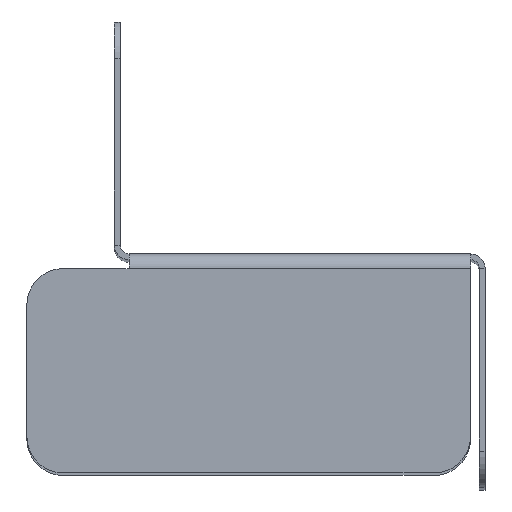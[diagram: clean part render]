
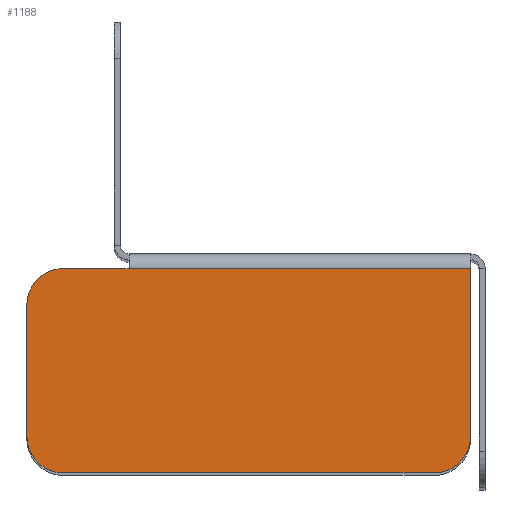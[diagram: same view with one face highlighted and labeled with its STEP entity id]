
A CAD part, top view. The second image highlights one B-rep face of the part: STEP entity #1188.
In plain terms, the highlighted planar face has unit normal (0, 0, 1).
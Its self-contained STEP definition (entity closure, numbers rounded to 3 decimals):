
#102 = VERTEX_POINT ( 'NONE', #1396 ) ;
#195 = EDGE_CURVE ( 'NONE', #892, #1246, #434, .T. ) ;
#197 = EDGE_CURVE ( 'NONE', #1246, #102, #437, .T. ) ;
#200 = EDGE_CURVE ( 'NONE', #1057, #1266, #435, .T. ) ;
#201 = EDGE_CURVE ( 'NONE', #1057, #1252, #445, .T. ) ;
#202 = EDGE_CURVE ( 'NONE', #1272, #1252, #443, .T. ) ;
#203 = EDGE_CURVE ( 'NONE', #1272, #102, #447, .T. ) ;
#204 = EDGE_CURVE ( 'NONE', #1253, #892, #449, .T. ) ;
#205 = EDGE_CURVE ( 'NONE', #1253, #1266, #450, .T. ) ;
#330 = CARTESIAN_POINT ( 'NONE',  ( 1.2, -33.8, 102. ) ) ;
#336 = CARTESIAN_POINT ( 'NONE',  ( -12.8, -56.8, 102. ) ) ;
#364 = CARTESIAN_POINT ( 'NONE',  ( -7.8, -33.8, 102. ) ) ;
#365 = CARTESIAN_POINT ( 'NONE',  ( -7.8, -61.8, 102. ) ) ;
#369 = CARTESIAN_POINT ( 'NONE',  ( 48., -33.8, 102. ) ) ;
#434 = LINE ( 'NONE', #1043, #436 ) ;
#435 = LINE ( 'NONE', #1037, #446 ) ;
#436 = VECTOR ( 'NONE', #1042, 1000. ) ;
#437 = LINE ( 'NONE', #1029, #440 ) ;
#440 = VECTOR ( 'NONE', #1028, 1000. ) ;
#443 = LINE ( 'NONE', #1019, #448 ) ;
#445 = CIRCLE ( 'NONE', #968, 5. ) ;
#446 = VECTOR ( 'NONE', #1021, 1000. ) ;
#447 = CIRCLE ( 'NONE', #967, 5. ) ;
#448 = VECTOR ( 'NONE', #1023, 1000. ) ;
#449 = LINE ( 'NONE', #1015, #451 ) ;
#450 = CIRCLE ( 'NONE', #966, 5. ) ;
#451 = VECTOR ( 'NONE', #1020, 1000. ) ;
#616 = EDGE_LOOP ( 'NONE', ( #666, #665, #664, #663, #662, #661, #660, #659 ) ) ;
#659 = ORIENTED_EDGE ( 'NONE', *, *, #205, .T. ) ;
#660 = ORIENTED_EDGE ( 'NONE', *, *, #204, .F. ) ;
#661 = ORIENTED_EDGE ( 'NONE', *, *, #195, .F. ) ;
#662 = ORIENTED_EDGE ( 'NONE', *, *, #197, .F. ) ;
#663 = ORIENTED_EDGE ( 'NONE', *, *, #203, .T. ) ;
#664 = ORIENTED_EDGE ( 'NONE', *, *, #202, .F. ) ;
#665 = ORIENTED_EDGE ( 'NONE', *, *, #201, .T. ) ;
#666 = ORIENTED_EDGE ( 'NONE', *, *, #200, .F. ) ;
#725 = FACE_OUTER_BOUND ( 'NONE', #616, .T. ) ;
#806 = CARTESIAN_POINT ( 'NONE',  ( 43., -61.8, 102. ) ) ;
#822 = CARTESIAN_POINT ( 'NONE',  ( -12.8, -38.8, 102. ) ) ;
#861 = DIRECTION ( 'NONE',  ( 0., 1., 0. ) ) ;
#862 = DIRECTION ( 'NONE',  ( 0., 0., -1. ) ) ;
#865 = PLANE ( 'NONE',  #931 ) ;
#872 = CARTESIAN_POINT ( 'NONE',  ( 48., -32.6, 102. ) ) ;
#892 = VERTEX_POINT ( 'NONE', #330 ) ;
#931 = AXIS2_PLACEMENT_3D ( 'NONE', #872, #862, #861 ) ;
#966 = AXIS2_PLACEMENT_3D ( 'NONE', #1005, #1004, #1003 ) ;
#967 = AXIS2_PLACEMENT_3D ( 'NONE', #1012, #1010, #1009 ) ;
#968 = AXIS2_PLACEMENT_3D ( 'NONE', #1018, #1017, #1016 ) ;
#1003 = DIRECTION ( 'NONE',  ( 0., 1., 0. ) ) ;
#1004 = DIRECTION ( 'NONE',  ( 0., 0., 1. ) ) ;
#1005 = CARTESIAN_POINT ( 'NONE',  ( -7.8, -38.8, 102. ) ) ;
#1009 = DIRECTION ( 'NONE',  ( 0., 1., 0. ) ) ;
#1010 = DIRECTION ( 'NONE',  ( 0., 0., 1. ) ) ;
#1012 = CARTESIAN_POINT ( 'NONE',  ( 43., -56.8, 102. ) ) ;
#1015 = CARTESIAN_POINT ( 'NONE',  ( -12.8, -33.8, 102. ) ) ;
#1016 = DIRECTION ( 'NONE',  ( 0., 1., 0. ) ) ;
#1017 = DIRECTION ( 'NONE',  ( 0., 0., 1. ) ) ;
#1018 = CARTESIAN_POINT ( 'NONE',  ( -7.8, -56.8, 102. ) ) ;
#1019 = CARTESIAN_POINT ( 'NONE',  ( 1.2, -61.8, 102. ) ) ;
#1020 = DIRECTION ( 'NONE',  ( 1., 0., 0. ) ) ;
#1021 = DIRECTION ( 'NONE',  ( 0., 1., 0. ) ) ;
#1023 = DIRECTION ( 'NONE',  ( -1., 0., 0. ) ) ;
#1028 = DIRECTION ( 'NONE',  ( 0., -1., 0. ) ) ;
#1029 = CARTESIAN_POINT ( 'NONE',  ( 48., -61.8, 102. ) ) ;
#1037 = CARTESIAN_POINT ( 'NONE',  ( -12.8, -33.8, 102. ) ) ;
#1042 = DIRECTION ( 'NONE',  ( 1., 0., 0. ) ) ;
#1043 = CARTESIAN_POINT ( 'NONE',  ( 48., -33.8, 102. ) ) ;
#1057 = VERTEX_POINT ( 'NONE', #336 ) ;
#1188 = ADVANCED_FACE ( 'NONE', ( #725 ), #865, .F. ) ;
#1246 = VERTEX_POINT ( 'NONE', #369 ) ;
#1252 = VERTEX_POINT ( 'NONE', #365 ) ;
#1253 = VERTEX_POINT ( 'NONE', #364 ) ;
#1266 = VERTEX_POINT ( 'NONE', #822 ) ;
#1272 = VERTEX_POINT ( 'NONE', #806 ) ;
#1396 = CARTESIAN_POINT ( 'NONE',  ( 48., -56.8, 102. ) ) ;
